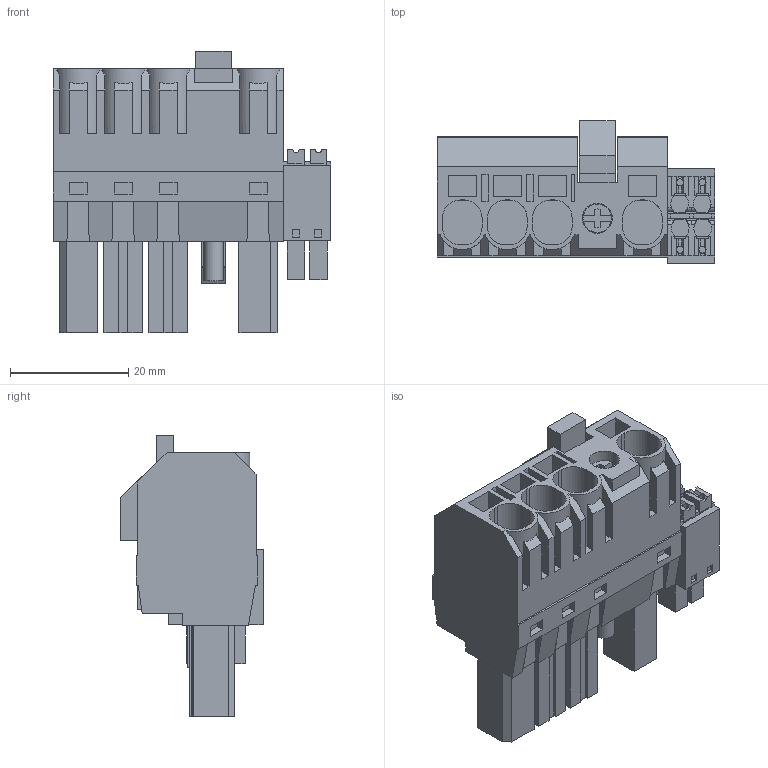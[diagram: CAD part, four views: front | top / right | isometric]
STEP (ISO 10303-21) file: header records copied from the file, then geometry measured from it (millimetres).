
FILE_DESCRIPTION(('CATIA V5 STEP Exchange','CAx-IF Rec.Pracs.--- Model Styling and Organization---1.4--- 2014-01-23'),'2;1');
FILE_NAME ('D1448302_1_1081660000_1081660000.stp','2023-09-07T12:49:41+00:00',('none'),('Weidmueller'),'CATIA Version 5-6 Release 2016 SP3 HF44','CATIA V5 STEP AP214','none');
FILE_SCHEMA(('AUTOMOTIVE_DESIGN { 1 0 10303 214 1 1 1 1 }'));
Length unit declared in the file: millimetre
Products named in the file (1): 1081660000
Bounding box: 47.03 x 24.13 x 47.7 mm (x, y, z)
Volume: 23316.1 mm3; surface area: 12459.3 mm2
Topology: 7 solids, 7 shells, 671 faces, 1883 edges, 1263 vertices
Faces by surface type: plane 605, cylinder 66
Entity records: 20498 total; most frequent: CARTESIAN_POINT 4053, ORIENTED_EDGE 3766, DIRECTION 2735, EDGE_CURVE 1883, VECTOR 1689, LINE 1689, VERTEX_POINT 1263, EDGE_LOOP 718
